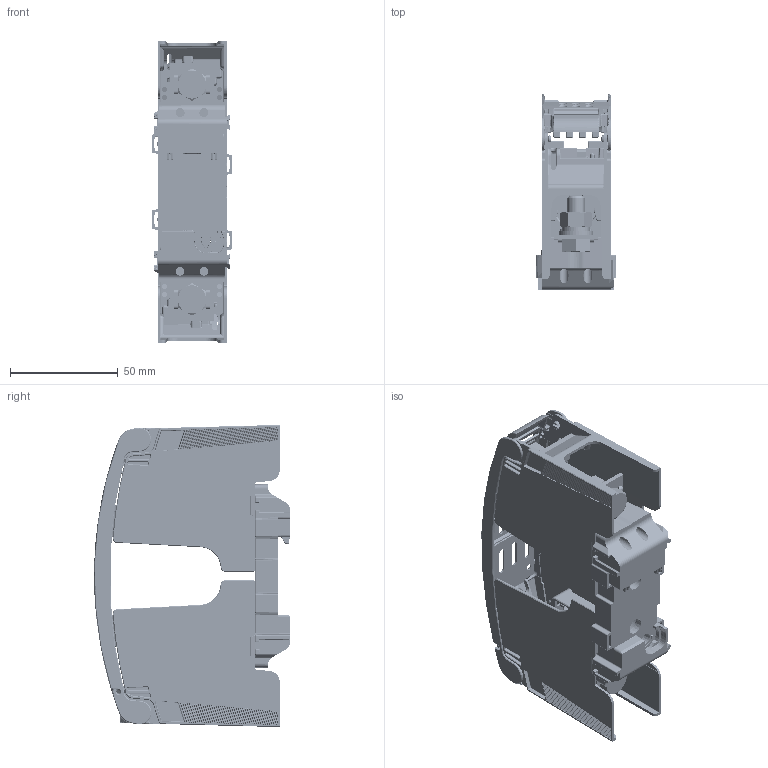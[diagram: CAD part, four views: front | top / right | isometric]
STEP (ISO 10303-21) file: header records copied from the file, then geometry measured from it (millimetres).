
FILE_DESCRIPTION((''),'2;1');
FILE_NAME('004121300_PT00_M8-M8_1P_ASM','2023-10-24T14:53:39',('klemen.sitar'),('Audax d.o.o.'),'CREO PARAMETRIC BY PTC INC, 2021304','CREO PARAMETRIC BY PTC INC, 2021304','');
FILE_SCHEMA(('AP242_MANAGED_MODEL_BASED_3D_ENGINEERING_MIM_LF { 1 0 10303 442 1 1 4 }'));
Products named in the file (21): PRT0002; PZP_PT00_ETI_1; ASM9802_ASM_1_ASM; 004129020_PZP_PT_00-1_ASM; PLASTIC_ASM; 0000046520_1_1_1_1_1; 0000046559_1_1_1_1_1; 0000031029_1_1_1_1_1; 0000031031_1_1_1_1_1; 0000031032_1_1_1_1_1; 0000031030_1_1_1_1_1; 0000031008_AF0_1_1_1_1_1; 0000031008_AF1_1_1_1_1_1; BASE_V2_1_1_2_1_1_1_1_2_3_4_5_8; ETI_LOGO_9_9X5_78MM_1_1_2_3___4; ETI_LOGO_9_9X5_78MM_1_1_2_3___5; ETI_LOGO_9_9X5_78MM_1_1_2_3___6; ETI_LOGO_9_9X5_78MM_1_1_2_3__13_ASM; 004121300_PT00_M8-M8_1P_ASM_1_6_ASM; ASM0007_ASM; 004121300_PT00_M8-M8_1P_ASM
Assembly tree (29 placements, depth 5):
  004121300_PT00_M8-M8_1P_ASM
    PLASTIC_ASM
      PRT0002  x2
      004129020_PZP_PT_00-1_ASM
        ASM9802_ASM_1_ASM
          PZP_PT00_ETI_1
    ASM0007_ASM
      004121300_PT00_M8-M8_1P_ASM_1_6_ASM
        0000046520_1_1_1_1_1  x2
        0000046559_1_1_1_1_1  x4
        0000031029_1_1_1_1_1  x2
        0000031031_1_1_1_1_1  x2
        0000031032_1_1_1_1_1  x2
        0000031030_1_1_1_1_1  x2
        0000031008_AF0_1_1_1_1_1
        0000031008_AF1_1_1_1_1_1
        BASE_V2_1_1_2_1_1_1_1_2_3_4_5_8
        ETI_LOGO_9_9X5_78MM_1_1_2_3__13_ASM
          ETI_LOGO_9_9X5_78MM_1_1_2_3___4
          ETI_LOGO_9_9X5_78MM_1_1_2_3___5
          ETI_LOGO_9_9X5_78MM_1_1_2_3___6
Bounding box: 37 x 90.6 x 139.97 mm (x, y, z)
Volume: 53228.7 mm3; surface area: 94129.9 mm2
Topology: 21 solids, 48 shells, 8007 faces, 20669 edges, 12437 vertices
Faces by surface type: cylinder 2660, plane 2275, bspline 1694, torus 714, cone 424, sphere 204, extrusion 28, revolution 8
Entity records: 325733 total; most frequent: CARTESIAN_POINT 119315, ORIENTED_EDGE 29646, DIRECTION 22925, PRESENTATION_STYLE_ASSIGNMENT 17092, STYLED_ITEM 17092, EDGE_CURVE 14832, CURVE_STYLE 11367, VERTEX_POINT 8993
